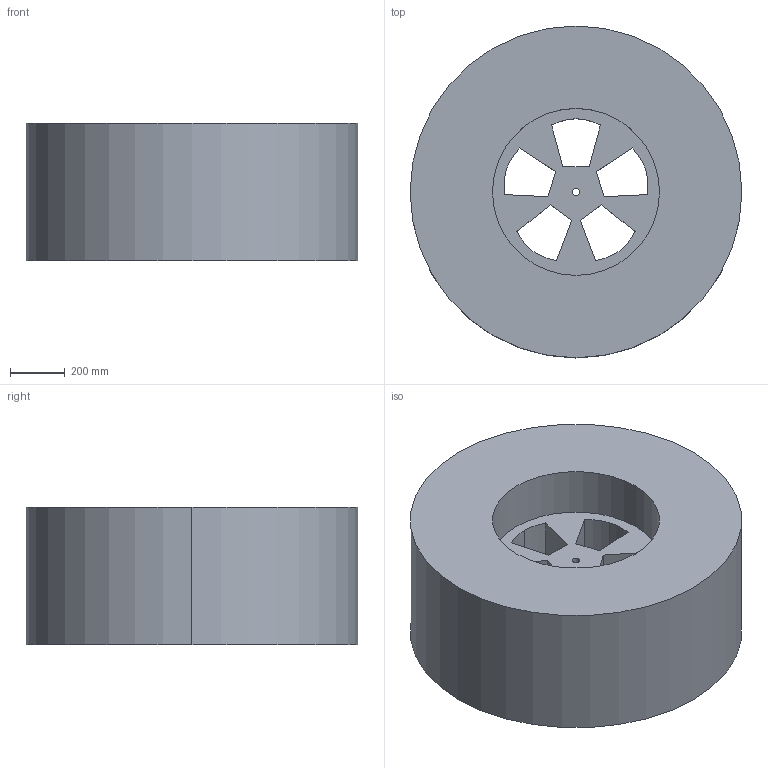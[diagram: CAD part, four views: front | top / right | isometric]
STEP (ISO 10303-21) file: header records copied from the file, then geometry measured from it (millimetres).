
FILE_DESCRIPTION (( 'STEP AP203' ), '1' );
FILE_NAME ('flywheel.STEP', '2023-01-26T05:44:49', ( '' ), ( '' ), 'SwSTEP 2.0', 'SolidWorks 2020', '' );
FILE_SCHEMA (( 'CONFIG_CONTROL_DESIGN' ));
Length unit declared in the file: millimetre
Products named in the file (1): flywheel
Bounding box: 1208 x 1208 x 500 mm (x, y, z)
Volume: 452046971.5 mm3; surface area: 5071137.9 mm2
Topology: 1 solids, 1 shells, 37 faces, 99 edges, 66 vertices
Faces by surface type: plane 19, bspline 10, cylinder 8
Entity records: 1270 total; most frequent: CARTESIAN_POINT 293, ORIENTED_EDGE 198, DIRECTION 151, EDGE_CURVE 99, VERTEX_POINT 66, VECTOR 63, LINE 63, EDGE_LOOP 51
